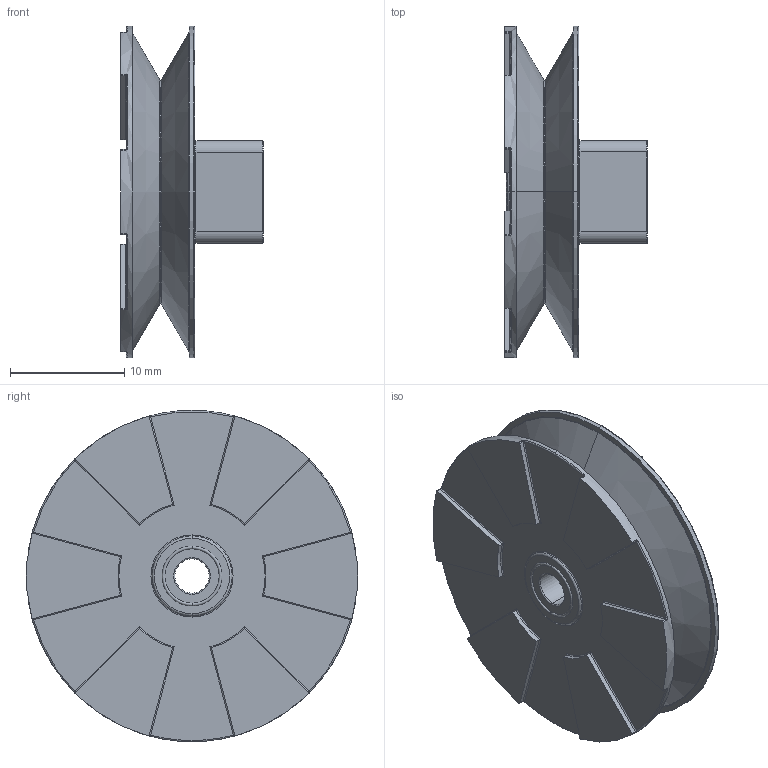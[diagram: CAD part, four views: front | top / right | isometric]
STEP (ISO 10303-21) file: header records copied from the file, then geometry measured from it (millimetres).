
FILE_DESCRIPTION (( 'STEP AP203' ), '1' );
FILE_NAME ('Moby-RH-2_Défaut_sldprt.STEP', '2019-11-01T12:18:17', ( '' ), ( '' ), 'SwSTEP 2.0', 'SolidWorks 2017', '' );
FILE_SCHEMA (( 'CONFIG_CONTROL_DESIGN' ));
Length unit declared in the file: millimetre
Products named in the file (1): Moby-RH-2_Défaut_sldprt
Bounding box: 12.5 x 29 x 29 mm (x, y, z)
Volume: 3216.6 mm3; surface area: 2746.6 mm2
Topology: 1 solids, 1 shells, 217 faces, 502 edges, 295 vertices
Faces by surface type: cylinder 100, plane 52, torus 49, bspline 12, cone 4
Entity records: 6629 total; most frequent: CARTESIAN_POINT 1699, DIRECTION 1062, ORIENTED_EDGE 1004, EDGE_CURVE 502, AXIS2_PLACEMENT_3D 422, VERTEX_POINT 295, EDGE_LOOP 227, VECTOR 218
